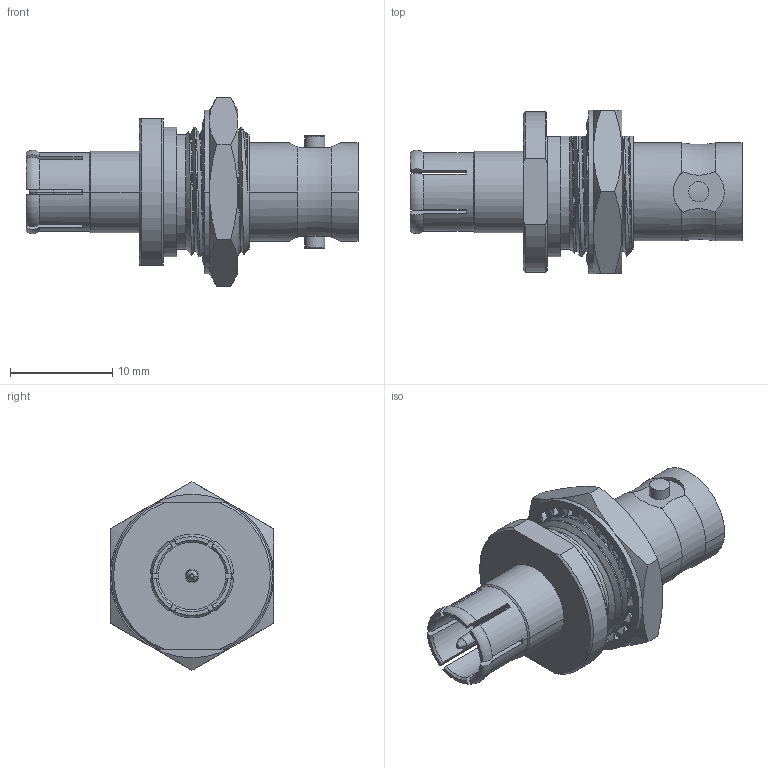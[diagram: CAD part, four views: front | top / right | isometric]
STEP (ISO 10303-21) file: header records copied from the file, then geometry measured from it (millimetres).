
FILE_DESCRIPTION((''),'2;1');
FILE_NAME('112532_SW0001','2020-09-09T12:51:19',('Clement'),(''),'CREO PARAMETRIC BY PTC INC, 2019444','CREO PARAMETRIC BY PTC INC, 2019444','');
FILE_SCHEMA(('CONFIG_CONTROL_DESIGN'));
Length unit declared in the file: millimetre
Products named in the file (1): 112532_SW0001
Bounding box: 32.5 x 16 x 18.48 mm (x, y, z)
Volume: 2349.3 mm3; surface area: 2435.2 mm2
Topology: 1 solids, 1 shells, 325 faces, 958 edges, 637 vertices
Faces by surface type: bspline 112, plane 86, cylinder 72, cone 47, torus 8
Entity records: 17987 total; most frequent: CARTESIAN_POINT 9950, ORIENTED_EDGE 1912, DIRECTION 1314, EDGE_CURVE 956, VERTEX_POINT 637, VECTOR 470, LINE 470, AXIS2_PLACEMENT_3D 422
